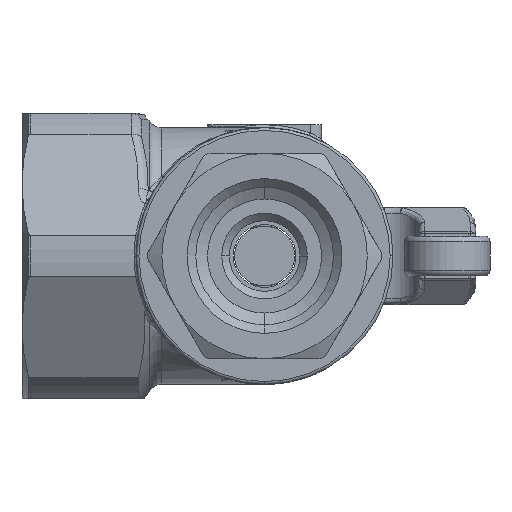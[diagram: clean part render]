
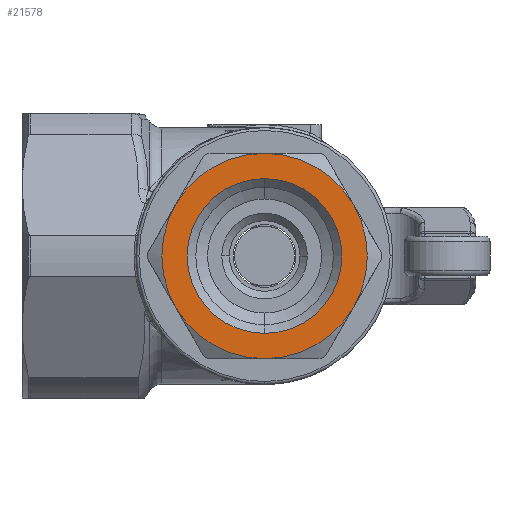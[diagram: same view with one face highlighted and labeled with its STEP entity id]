
A CAD part, front view. The second image highlights one B-rep face of the part: STEP entity #21578.
In plain terms, the highlighted planar face has unit normal (0, -1, 0).
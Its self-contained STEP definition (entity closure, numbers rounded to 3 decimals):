
#21293 = VERTEX_POINT ( 'NONE', #42500 ) ;
#21295 = EDGE_CURVE ( 'NONE', #21297, #21293, #42566, .T. ) ;
#21297 = VERTEX_POINT ( 'NONE', #42567 ) ;
#21418 = VERTEX_POINT ( 'NONE', #42845 ) ;
#21497 = VERTEX_POINT ( 'NONE', #43101 ) ;
#21506 = VERTEX_POINT ( 'NONE', #43126 ) ;
#21527 = VERTEX_POINT ( 'NONE', #43246 ) ;
#21530 = VERTEX_POINT ( 'NONE', #43310 ) ;
#21543 = VERTEX_POINT ( 'NONE', #43339 ) ;
#21545 = EDGE_CURVE ( 'NONE', #21497, #21418, #43337, .T. ) ;
#21550 = EDGE_CURVE ( 'NONE', #21418, #21543, #43324, .T. ) ;
#21560 = ORIENTED_EDGE ( 'NONE', *, *, #21567, .F. ) ;
#21561 = ORIENTED_EDGE ( 'NONE', *, *, #21585, .T. ) ;
#21562 = ORIENTED_EDGE ( 'NONE', *, *, #21545, .F. ) ;
#21563 = EDGE_CURVE ( 'NONE', #21506, #21497, #43399, .T. ) ;
#21564 = ORIENTED_EDGE ( 'NONE', *, *, #21563, .F. ) ;
#21565 = EDGE_CURVE ( 'NONE', #21530, #21506, #43394, .T. ) ;
#21566 = ORIENTED_EDGE ( 'NONE', *, *, #21550, .F. ) ;
#21567 = EDGE_CURVE ( 'NONE', #21527, #21530, #43345, .T. ) ;
#21570 = ORIENTED_EDGE ( 'NONE', *, *, #21579, .T. ) ;
#21575 = EDGE_LOOP ( 'NONE', ( #21562, #21564, #21577, #21560, #21561, #21566 ) ) ;
#21577 = ORIENTED_EDGE ( 'NONE', *, *, #21565, .F. ) ;
#21578 = ADVANCED_FACE ( 'NONE', ( #43380, #43379 ), #43389, .F. ) ;
#21579 = EDGE_CURVE ( 'NONE', #21293, #21297, #43418, .T. ) ;
#21581 = EDGE_LOOP ( 'NONE', ( #21587, #21570 ) ) ;
#21585 = EDGE_CURVE ( 'NONE', #21527, #21543, #43406, .T. ) ;
#21587 = ORIENTED_EDGE ( 'NONE', *, *, #21295, .T. ) ;
#42500 = CARTESIAN_POINT ( 'NONE',  ( 0., -4.7, 13.56 ) ) ;
#42559 = DIRECTION ( 'NONE',  ( 0., 0., 1. ) ) ;
#42560 = DIRECTION ( 'NONE',  ( 0., 1., 0. ) ) ;
#42561 = CARTESIAN_POINT ( 'NONE',  ( 0., -4.7, 0. ) ) ;
#42564 = AXIS2_PLACEMENT_3D ( 'NONE', #42561, #42560, #42559 ) ;
#42566 = CIRCLE ( 'NONE', #42564, 13.56 ) ;
#42567 = CARTESIAN_POINT ( 'NONE',  ( 0., -4.7, -13.56 ) ) ;
#42845 = CARTESIAN_POINT ( 'NONE',  ( 15.588, -4.7, 9. ) ) ;
#43101 = CARTESIAN_POINT ( 'NONE',  ( 0., -4.7, 18. ) ) ;
#43126 = CARTESIAN_POINT ( 'NONE',  ( -15.588, -4.7, 9. ) ) ;
#43246 = CARTESIAN_POINT ( 'NONE',  ( 0., -4.7, -18. ) ) ;
#43310 = CARTESIAN_POINT ( 'NONE',  ( -15.588, -4.7, -9. ) ) ;
#43312 = DIRECTION ( 'NONE',  ( 0., 0., 1. ) ) ;
#43319 = CARTESIAN_POINT ( 'NONE',  ( 0., -4.7, 0. ) ) ;
#43324 = CIRCLE ( 'NONE', #43336, 18. ) ;
#43327 = DIRECTION ( 'NONE',  ( 0., 1., 0. ) ) ;
#43329 = DIRECTION ( 'NONE',  ( 0., 0., 1. ) ) ;
#43330 = DIRECTION ( 'NONE',  ( 0., 1., 0. ) ) ;
#43331 = CARTESIAN_POINT ( 'NONE',  ( 0., -4.7, 0. ) ) ;
#43332 = AXIS2_PLACEMENT_3D ( 'NONE', #43331, #43330, #43329 ) ;
#43336 = AXIS2_PLACEMENT_3D ( 'NONE', #43319, #43327, #43312 ) ;
#43337 = CIRCLE ( 'NONE', #43332, 18. ) ;
#43339 = CARTESIAN_POINT ( 'NONE',  ( 15.588, -4.7, -9. ) ) ;
#43345 = CIRCLE ( 'NONE', #43384, 18. ) ;
#43379 = FACE_OUTER_BOUND ( 'NONE', #21575, .T. ) ;
#43380 = FACE_BOUND ( 'NONE', #21581, .T. ) ;
#43381 = DIRECTION ( 'NONE',  ( 0., 0., 1. ) ) ;
#43382 = DIRECTION ( 'NONE',  ( 0., 1., 0. ) ) ;
#43383 = CARTESIAN_POINT ( 'NONE',  ( 0., -4.7, 0. ) ) ;
#43384 = AXIS2_PLACEMENT_3D ( 'NONE', #43383, #43382, #43381 ) ;
#43389 = PLANE ( 'NONE',  #43417 ) ;
#43390 = DIRECTION ( 'NONE',  ( 0., 0., 1. ) ) ;
#43391 = DIRECTION ( 'NONE',  ( 0., 1., 0. ) ) ;
#43392 = CARTESIAN_POINT ( 'NONE',  ( 0., -4.7, 0. ) ) ;
#43393 = AXIS2_PLACEMENT_3D ( 'NONE', #43392, #43391, #43390 ) ;
#43394 = CIRCLE ( 'NONE', #43393, 18. ) ;
#43395 = DIRECTION ( 'NONE',  ( 0., 0., 1. ) ) ;
#43396 = DIRECTION ( 'NONE',  ( 0., 1., 0. ) ) ;
#43397 = CARTESIAN_POINT ( 'NONE',  ( 0., -4.7, 0. ) ) ;
#43398 = AXIS2_PLACEMENT_3D ( 'NONE', #43397, #43396, #43395 ) ;
#43399 = CIRCLE ( 'NONE', #43398, 18. ) ;
#43406 = CIRCLE ( 'NONE', #43454, 18. ) ;
#43408 = DIRECTION ( 'NONE',  ( 0., 0., 1. ) ) ;
#43409 = DIRECTION ( 'NONE',  ( 0., 1., 0. ) ) ;
#43410 = CARTESIAN_POINT ( 'NONE',  ( 0., -4.7, 0. ) ) ;
#43411 = AXIS2_PLACEMENT_3D ( 'NONE', #43410, #43409, #43408 ) ;
#43414 = DIRECTION ( 'NONE',  ( 0., 0., 1. ) ) ;
#43415 = DIRECTION ( 'NONE',  ( 0., 1., 0. ) ) ;
#43416 = CARTESIAN_POINT ( 'NONE',  ( 31.177, -4.7, 18. ) ) ;
#43417 = AXIS2_PLACEMENT_3D ( 'NONE', #43416, #43415, #43414 ) ;
#43418 = CIRCLE ( 'NONE', #43411, 13.56 ) ;
#43438 = DIRECTION ( 'NONE',  ( 0., 0., -1. ) ) ;
#43439 = DIRECTION ( 'NONE',  ( 0., -1., 0. ) ) ;
#43450 = CARTESIAN_POINT ( 'NONE',  ( 0., -4.7, 0. ) ) ;
#43454 = AXIS2_PLACEMENT_3D ( 'NONE', #43450, #43439, #43438 ) ;
